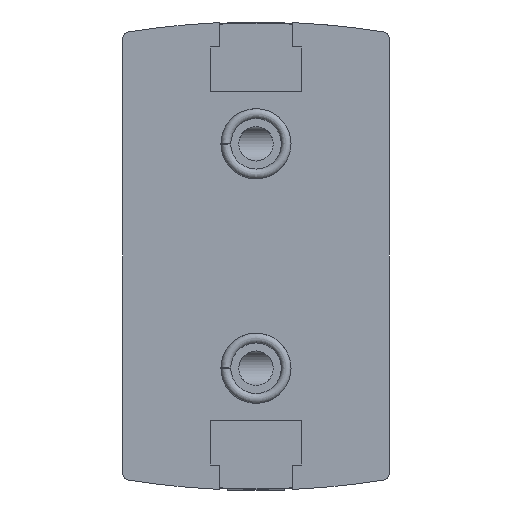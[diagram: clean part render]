
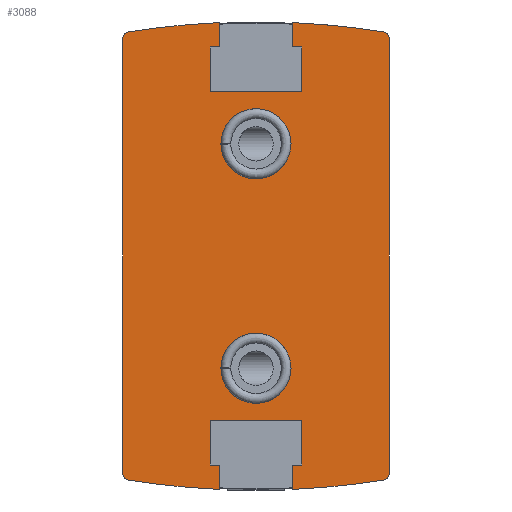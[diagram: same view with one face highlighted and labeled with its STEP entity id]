
A CAD part, front view. The second image highlights one B-rep face of the part: STEP entity #3088.
In plain terms, the highlighted planar face has unit normal (0, -1, 0).
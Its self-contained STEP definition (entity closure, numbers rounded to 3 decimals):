
#78=LINE('',#4217,#275);
#118=LINE('',#4467,#315);
#123=LINE('',#4485,#320);
#127=LINE('',#4493,#324);
#130=LINE('',#4499,#327);
#133=LINE('',#4505,#330);
#136=LINE('',#4511,#333);
#139=LINE('',#4517,#336);
#142=LINE('',#4528,#339);
#146=LINE('',#4540,#343);
#149=LINE('',#4546,#346);
#152=LINE('',#4552,#349);
#155=LINE('',#4558,#352);
#158=LINE('',#4564,#355);
#161=LINE('',#4570,#358);
#164=LINE('',#4576,#361);
#275=VECTOR('',#3490,1000.);
#315=VECTOR('',#3650,1000.);
#320=VECTOR('',#3669,1000.);
#324=VECTOR('',#3675,1000.);
#327=VECTOR('',#3680,1000.);
#330=VECTOR('',#3685,1000.);
#333=VECTOR('',#3690,1000.);
#336=VECTOR('',#3695,1000.);
#339=VECTOR('',#3708,1000.);
#343=VECTOR('',#3722,1000.);
#346=VECTOR('',#3727,1000.);
#349=VECTOR('',#3732,1000.);
#352=VECTOR('',#3737,1000.);
#355=VECTOR('',#3742,1000.);
#358=VECTOR('',#3747,1000.);
#361=VECTOR('',#3752,1000.);
#489=PLANE('',#3305);
#796=ORIENTED_EDGE('',*,*,#1400,.F.);
#797=ORIENTED_EDGE('',*,*,#1401,.F.);
#798=ORIENTED_EDGE('',*,*,#1328,.F.);
#799=ORIENTED_EDGE('',*,*,#1393,.F.);
#800=ORIENTED_EDGE('',*,*,#1389,.F.);
#801=ORIENTED_EDGE('',*,*,#1386,.F.);
#802=ORIENTED_EDGE('',*,*,#1383,.F.);
#803=ORIENTED_EDGE('',*,*,#1380,.F.);
#804=ORIENTED_EDGE('',*,*,#1377,.F.);
#805=ORIENTED_EDGE('',*,*,#1374,.F.);
#806=ORIENTED_EDGE('',*,*,#1371,.F.);
#807=ORIENTED_EDGE('',*,*,#1369,.F.);
#808=ORIENTED_EDGE('',*,*,#1367,.F.);
#809=ORIENTED_EDGE('',*,*,#1365,.F.);
#810=ORIENTED_EDGE('',*,*,#1361,.F.);
#811=ORIENTED_EDGE('',*,*,#1250,.F.);
#812=ORIENTED_EDGE('',*,*,#1239,.F.);
#813=ORIENTED_EDGE('',*,*,#1359,.F.);
#814=ORIENTED_EDGE('',*,*,#1356,.F.);
#815=ORIENTED_EDGE('',*,*,#1353,.F.);
#816=ORIENTED_EDGE('',*,*,#1350,.F.);
#817=ORIENTED_EDGE('',*,*,#1347,.F.);
#818=ORIENTED_EDGE('',*,*,#1343,.F.);
#819=ORIENTED_EDGE('',*,*,#1340,.F.);
#820=ORIENTED_EDGE('',*,*,#1337,.F.);
#821=ORIENTED_EDGE('',*,*,#1334,.F.);
#1239=EDGE_CURVE('',#1576,#1577,#78,.T.);
#1250=EDGE_CURVE('',#1577,#1586,#1803,.T.);
#1328=EDGE_CURVE('',#1643,#1644,#1836,.T.);
#1334=EDGE_CURVE('',#1644,#1649,#118,.T.);
#1337=EDGE_CURVE('',#1649,#1651,#1840,.T.);
#1340=EDGE_CURVE('',#1651,#1653,#1842,.T.);
#1343=EDGE_CURVE('',#1653,#1655,#123,.T.);
#1347=EDGE_CURVE('',#1655,#1658,#127,.T.);
#1350=EDGE_CURVE('',#1658,#1660,#130,.T.);
#1353=EDGE_CURVE('',#1660,#1662,#133,.T.);
#1356=EDGE_CURVE('',#1662,#1664,#136,.T.);
#1359=EDGE_CURVE('',#1664,#1576,#139,.T.);
#1361=EDGE_CURVE('',#1586,#1666,#1844,.T.);
#1365=EDGE_CURVE('',#1666,#1669,#142,.T.);
#1367=EDGE_CURVE('',#1669,#1670,#1847,.T.);
#1369=EDGE_CURVE('',#1670,#1671,#1848,.T.);
#1371=EDGE_CURVE('',#1671,#1672,#146,.T.);
#1374=EDGE_CURVE('',#1672,#1674,#149,.T.);
#1377=EDGE_CURVE('',#1674,#1676,#152,.T.);
#1380=EDGE_CURVE('',#1676,#1678,#155,.T.);
#1383=EDGE_CURVE('',#1678,#1680,#158,.T.);
#1386=EDGE_CURVE('',#1680,#1682,#161,.T.);
#1389=EDGE_CURVE('',#1682,#1684,#164,.T.);
#1393=EDGE_CURVE('',#1684,#1643,#1849,.T.);
#1400=EDGE_CURVE('',#1691,#1691,#1855,.T.);
#1401=EDGE_CURVE('',#1692,#1692,#1856,.T.);
#1576=VERTEX_POINT('',#4216);
#1577=VERTEX_POINT('',#4218);
#1586=VERTEX_POINT('',#4239);
#1643=VERTEX_POINT('',#4455);
#1644=VERTEX_POINT('',#4456);
#1649=VERTEX_POINT('',#4468);
#1651=VERTEX_POINT('',#4474);
#1653=VERTEX_POINT('',#4480);
#1655=VERTEX_POINT('',#4486);
#1658=VERTEX_POINT('',#4494);
#1660=VERTEX_POINT('',#4500);
#1662=VERTEX_POINT('',#4506);
#1664=VERTEX_POINT('',#4512);
#1666=VERTEX_POINT('',#4521);
#1669=VERTEX_POINT('',#4529);
#1670=VERTEX_POINT('',#4533);
#1671=VERTEX_POINT('',#4537);
#1672=VERTEX_POINT('',#4541);
#1674=VERTEX_POINT('',#4547);
#1676=VERTEX_POINT('',#4553);
#1678=VERTEX_POINT('',#4559);
#1680=VERTEX_POINT('',#4565);
#1682=VERTEX_POINT('',#4571);
#1684=VERTEX_POINT('',#4577);
#1691=VERTEX_POINT('',#4598);
#1692=VERTEX_POINT('',#4600);
#1803=CIRCLE('',#3212,57.);
#1836=CIRCLE('',#3264,0.5);
#1840=CIRCLE('',#3270,0.5);
#1842=CIRCLE('',#3273,57.);
#1844=CIRCLE('',#3282,0.5);
#1847=CIRCLE('',#3287,0.5);
#1848=CIRCLE('',#3289,57.);
#1849=CIRCLE('',#3298,57.);
#1855=CIRCLE('',#3306,2.5);
#1856=CIRCLE('',#3307,2.5);
#1964=EDGE_LOOP('',(#796));
#1965=EDGE_LOOP('',(#797));
#1966=EDGE_LOOP('',(#798,#799,#800,#801,#802,#803,#804,#805,#806,#807,#808,
#809,#810,#811,#812,#813,#814,#815,#816,#817,#818,#819,#820,#821));
#2149=FACE_BOUND('',#1964,.T.);
#2150=FACE_BOUND('',#1965,.T.);
#2151=FACE_BOUND('',#1966,.T.);
#3088=ADVANCED_FACE('',(#2149,#2150,#2151),#489,.F.);
#3212=AXIS2_PLACEMENT_3D('',#4238,#3505,#3506);
#3264=AXIS2_PLACEMENT_3D('',#4454,#3638,#3639);
#3270=AXIS2_PLACEMENT_3D('',#4473,#3655,#3656);
#3273=AXIS2_PLACEMENT_3D('',#4479,#3662,#3663);
#3282=AXIS2_PLACEMENT_3D('',#4520,#3699,#3700);
#3287=AXIS2_PLACEMENT_3D('',#4532,#3712,#3713);
#3289=AXIS2_PLACEMENT_3D('',#4536,#3717,#3718);
#3298=AXIS2_PLACEMENT_3D('',#4584,#3758,#3759);
#3305=AXIS2_PLACEMENT_3D('',#4596,#3773,#3774);
#3306=AXIS2_PLACEMENT_3D('',#4597,#3775,#3776);
#3307=AXIS2_PLACEMENT_3D('',#4599,#3777,#3778);
#3490=DIRECTION('',(0.,0.,1.));
#3505=DIRECTION('',(0.,1.,0.));
#3506=DIRECTION('',(1.,0.,0.));
#3638=DIRECTION('',(0.,1.,0.));
#3639=DIRECTION('',(1.,0.,0.));
#3650=DIRECTION('',(0.,0.,1.));
#3655=DIRECTION('',(0.,1.,0.));
#3656=DIRECTION('',(1.,0.,0.));
#3662=DIRECTION('',(0.,1.,0.));
#3663=DIRECTION('',(1.,0.,0.));
#3669=DIRECTION('',(0.,0.,-1.));
#3675=DIRECTION('',(-1.,0.,0.));
#3680=DIRECTION('',(0.,0.,-1.));
#3685=DIRECTION('',(1.,0.,0.));
#3690=DIRECTION('',(0.,0.,1.));
#3695=DIRECTION('',(-1.,0.,0.));
#3699=DIRECTION('',(0.,1.,0.));
#3700=DIRECTION('',(1.,0.,0.));
#3708=DIRECTION('',(0.,0.,-1.));
#3712=DIRECTION('',(0.,1.,0.));
#3713=DIRECTION('',(1.,0.,0.));
#3717=DIRECTION('',(0.,1.,0.));
#3718=DIRECTION('',(1.,0.,0.));
#3722=DIRECTION('',(0.,0.,1.));
#3727=DIRECTION('',(1.,0.,0.));
#3732=DIRECTION('',(0.,0.,1.));
#3737=DIRECTION('',(-1.,0.,0.));
#3742=DIRECTION('',(0.,0.,-1.));
#3747=DIRECTION('',(1.,0.,0.));
#3752=DIRECTION('',(0.,0.,-1.));
#3758=DIRECTION('',(0.,1.,0.));
#3759=DIRECTION('',(1.,0.,0.));
#3773=DIRECTION('',(0.,1.,0.));
#3774=DIRECTION('',(0.,0.,1.));
#3775=DIRECTION('',(0.,-1.,0.));
#3776=DIRECTION('',(0.,0.,-1.));
#3777=DIRECTION('',(0.,-1.,0.));
#3778=DIRECTION('',(0.,0.,-1.));
#4216=CARTESIAN_POINT('',(2.6,0.,14.9));
#4217=CARTESIAN_POINT('',(2.6,0.,14.9));
#4218=CARTESIAN_POINT('',(2.6,0.,16.641));
#4238=CARTESIAN_POINT('',(0.,0.,-40.3));
#4239=CARTESIAN_POINT('',(9.08,0.,15.972));
#4454=CARTESIAN_POINT('',(-9.,0.,-15.479));
#4455=CARTESIAN_POINT('',(-9.08,0.,-15.972));
#4456=CARTESIAN_POINT('',(-9.5,0.,-15.479));
#4467=CARTESIAN_POINT('',(-9.5,0.,-15.479));
#4468=CARTESIAN_POINT('',(-9.5,0.,15.479));
#4473=CARTESIAN_POINT('',(-9.,0.,15.479));
#4474=CARTESIAN_POINT('',(-9.08,0.,15.972));
#4479=CARTESIAN_POINT('',(0.,0.,-40.3));
#4480=CARTESIAN_POINT('',(-2.6,0.,16.641));
#4485=CARTESIAN_POINT('',(-2.6,0.,16.641));
#4486=CARTESIAN_POINT('',(-2.6,0.,14.9));
#4493=CARTESIAN_POINT('',(-2.6,0.,14.9));
#4494=CARTESIAN_POINT('',(-3.25,0.,14.9));
#4499=CARTESIAN_POINT('',(-3.25,0.,14.9));
#4500=CARTESIAN_POINT('',(-3.25,0.,11.7));
#4505=CARTESIAN_POINT('',(-3.25,0.,11.7));
#4506=CARTESIAN_POINT('',(3.25,0.,11.7));
#4511=CARTESIAN_POINT('',(3.25,0.,11.7));
#4512=CARTESIAN_POINT('',(3.25,0.,14.9));
#4517=CARTESIAN_POINT('',(3.25,0.,14.9));
#4520=CARTESIAN_POINT('',(9.,0.,15.479));
#4521=CARTESIAN_POINT('',(9.5,0.,15.479));
#4528=CARTESIAN_POINT('',(9.5,0.,15.479));
#4529=CARTESIAN_POINT('',(9.5,0.,-15.479));
#4532=CARTESIAN_POINT('',(9.,0.,-15.479));
#4533=CARTESIAN_POINT('',(9.08,0.,-15.972));
#4536=CARTESIAN_POINT('',(0.,0.,40.3));
#4537=CARTESIAN_POINT('',(2.6,0.,-16.641));
#4540=CARTESIAN_POINT('',(2.6,0.,-16.641));
#4541=CARTESIAN_POINT('',(2.6,0.,-14.9));
#4546=CARTESIAN_POINT('',(2.6,0.,-14.9));
#4547=CARTESIAN_POINT('',(3.25,0.,-14.9));
#4552=CARTESIAN_POINT('',(3.25,0.,-14.9));
#4553=CARTESIAN_POINT('',(3.25,0.,-11.7));
#4558=CARTESIAN_POINT('',(3.25,0.,-11.7));
#4559=CARTESIAN_POINT('',(-3.25,0.,-11.7));
#4564=CARTESIAN_POINT('',(-3.25,0.,-11.7));
#4565=CARTESIAN_POINT('',(-3.25,0.,-14.9));
#4570=CARTESIAN_POINT('',(-3.25,0.,-14.9));
#4571=CARTESIAN_POINT('',(-2.6,0.,-14.9));
#4576=CARTESIAN_POINT('',(-2.6,0.,-14.9));
#4577=CARTESIAN_POINT('',(-2.6,0.,-16.641));
#4584=CARTESIAN_POINT('',(0.,0.,40.3));
#4596=CARTESIAN_POINT('',(-9.,0.,-15.479));
#4597=CARTESIAN_POINT('',(0.,0.,-8.));
#4598=CARTESIAN_POINT('',(0.,0.,-10.5));
#4599=CARTESIAN_POINT('',(0.,0.,8.));
#4600=CARTESIAN_POINT('',(0.,0.,5.5));
